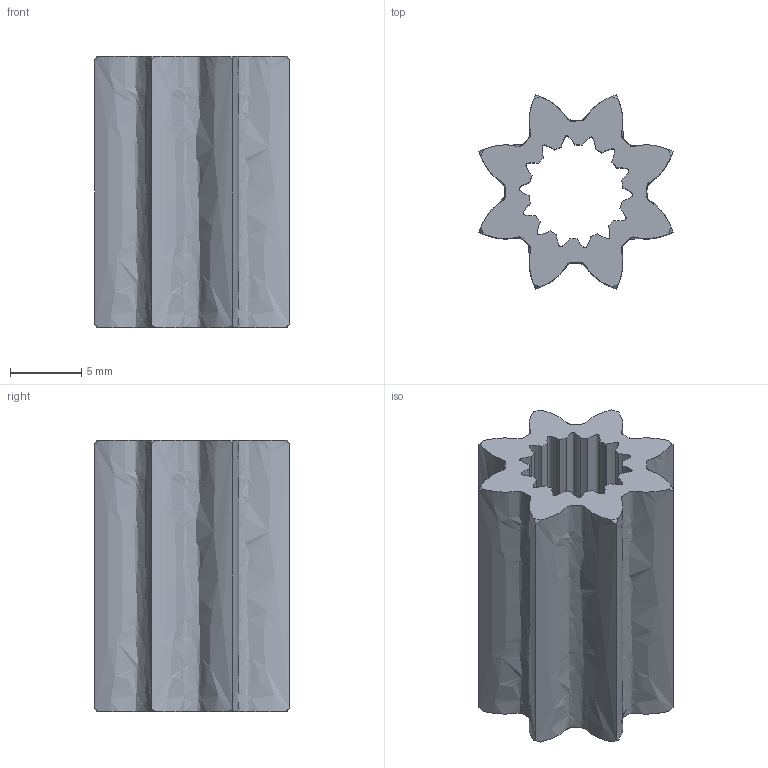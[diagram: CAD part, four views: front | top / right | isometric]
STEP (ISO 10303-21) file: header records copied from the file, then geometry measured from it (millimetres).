
FILE_DESCRIPTION (( 'STEP AP203' ), '1' );
FILE_NAME ('217-6915-001 Rev3.STEP', '2019-08-23T14:54:16', ( '' ), ( '' ), 'SwSTEP 2.0', 'SolidWorks 2017', '' );
FILE_SCHEMA (( 'CONFIG_CONTROL_DESIGN' ));
Length unit declared in the file: millimetre
Products named in the file (1): 217-6915-001 Rev3
Bounding box: 13.62 x 13.62 x 19.05 mm (x, y, z)
Volume: 1331.6 mm3; surface area: 1838.4 mm2
Topology: 1 solids, 1 shells, 54 faces, 156 edges, 104 vertices
Faces by surface type: bspline 22, cone 16, cylinder 14, plane 2
Entity records: 5069 total; most frequent: CARTESIAN_POINT 3737, ORIENTED_EDGE 312, DIRECTION 190, EDGE_CURVE 156, VERTEX_POINT 104, AXIS2_PLACEMENT_3D 77, B_SPLINE_CURVE_WITH_KNOTS 76, EDGE_LOOP 56
